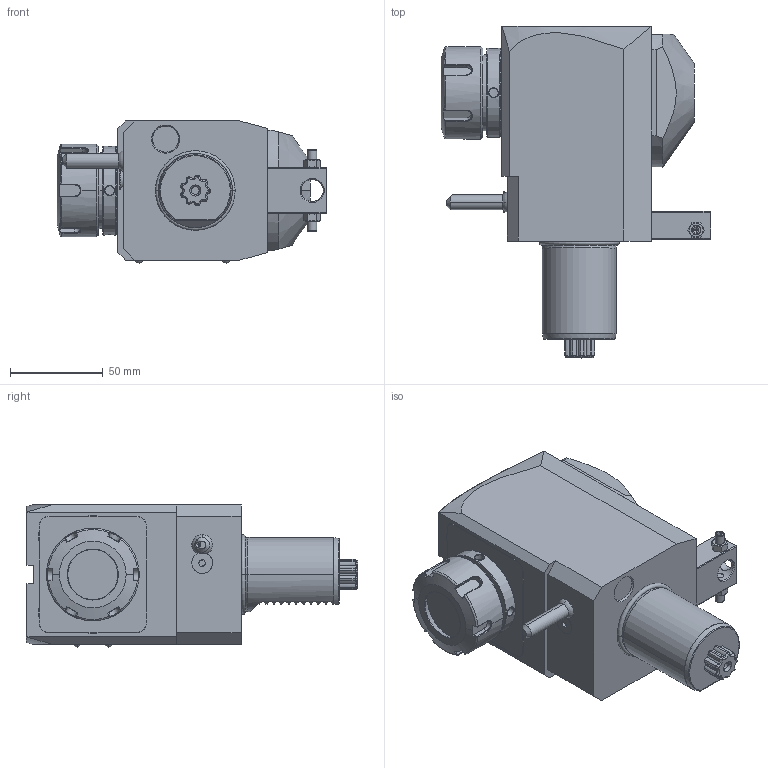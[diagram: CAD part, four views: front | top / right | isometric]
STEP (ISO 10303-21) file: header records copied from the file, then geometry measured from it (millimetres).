
FILE_DESCRIPTION((''),'2;1');
FILE_NAME('NGT1_40_211_32_2_2_80','2017-03-10T',('vali'),('NOVA GRUP'),'PRO/ENGINEER BY PARAMETRIC TECHNOLOGY CORPORATION, 2010280','PRO/ENGINEER BY PARAMETRIC TECHNOLOGY CORPORATION, 2010280','');
FILE_SCHEMA(('CONFIG_CONTROL_DESIGN'));
Length unit declared in the file: millimetre
Products named in the file (1): NGT1_40_211_32_2_2_80
Bounding box: 145.6 x 179 x 76.6 mm (x, y, z)
Volume: 880896.9 mm3; surface area: 70093.8 mm2
Topology: 1 solids, 1 shells, 451 faces, 1173 edges, 734 vertices
Faces by surface type: plane 183, cylinder 124, cone 82, bspline 42, torus 12, sphere 6, extrusion 2
Entity records: 19792 total; most frequent: CARTESIAN_POINT 9474, ORIENTED_EDGE 2314, DIRECTION 1849, EDGE_CURVE 1157, VERTEX_POINT 734, AXIS2_PLACEMENT_3D 658, VECTOR 533, LINE 531
